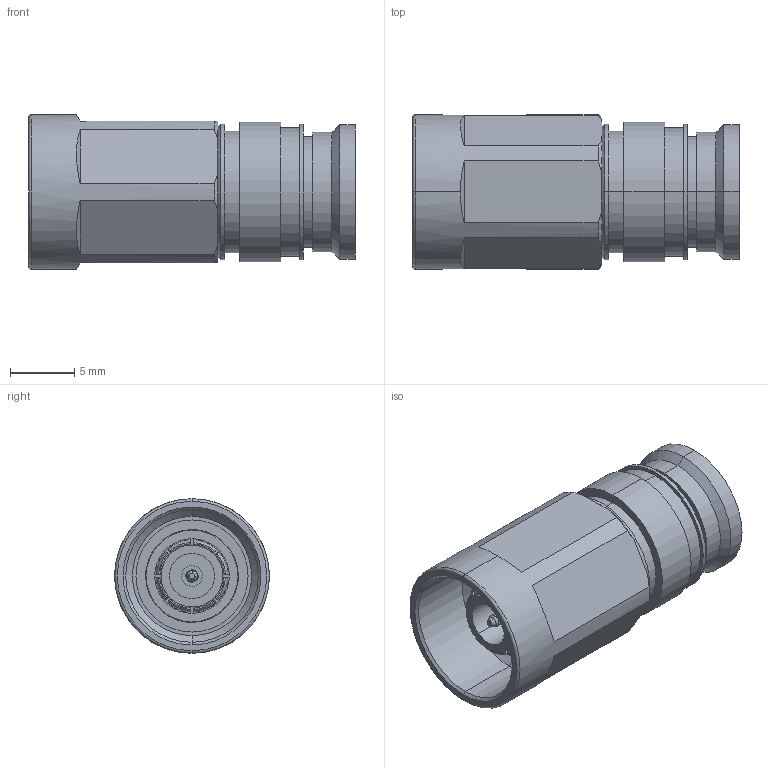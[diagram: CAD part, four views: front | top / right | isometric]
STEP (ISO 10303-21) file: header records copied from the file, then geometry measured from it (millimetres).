
FILE_DESCRIPTION (( 'STEP AP214' ), '1' );
FILE_NAME ('TC-250-NX10M-LP-FM_3D.STEP', '2021-03-09T20:30:34', ( '' ), ( '' ), 'SwSTEP 2.0', 'SolidWorks 2020', '' );
FILE_SCHEMA (( 'AUTOMOTIVE_DESIGN' ));
Length unit declared in the file: inch
Products named in the file (1): TC-250-NX10M-LP-FM_3D
Bounding box: 25.37 x 12 x 12 mm (x, y, z)
Volume: 1519.3 mm3; surface area: 2165.9 mm2
Topology: 1 solids, 2 shells, 198 faces, 470 edges, 294 vertices
Faces by surface type: cylinder 66, plane 58, cone 50, torus 24
Entity records: 5984 total; most frequent: CARTESIAN_POINT 1319, DIRECTION 1020, ORIENTED_EDGE 940, EDGE_CURVE 470, AXIS2_PLACEMENT_3D 419, VERTEX_POINT 294, CIRCLE 220, EDGE_LOOP 218
